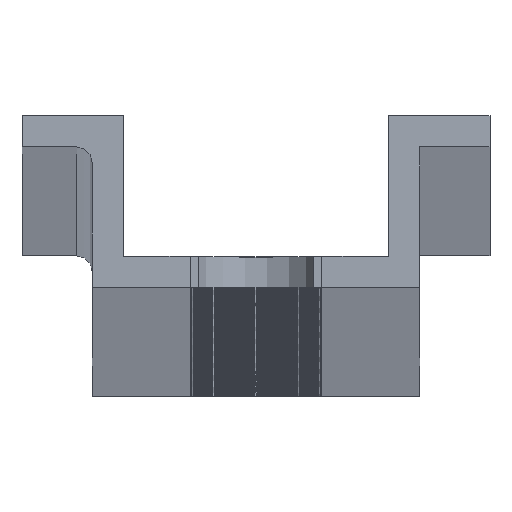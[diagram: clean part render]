
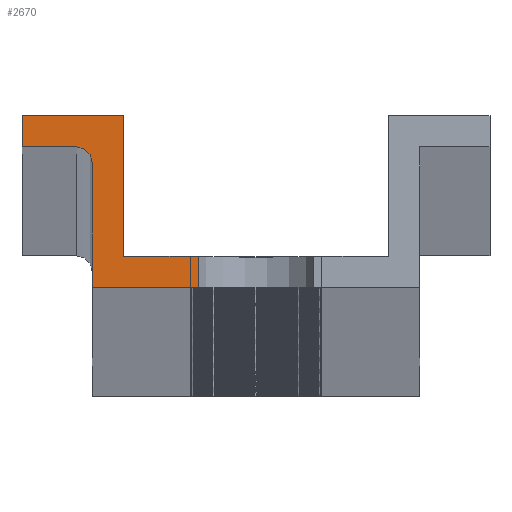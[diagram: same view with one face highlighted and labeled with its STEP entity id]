
A CAD part, top view. The second image highlights one B-rep face of the part: STEP entity #2670.
In plain terms, the highlighted planar face has unit normal (0, 0, 1).
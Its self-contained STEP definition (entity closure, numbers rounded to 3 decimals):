
#1210=CARTESIAN_POINT('',(0.,0.,2000.));
#1220=DIRECTION('',(0.,0.,1.));
#1230=DIRECTION('',(1.,0.,0.));
#1240=AXIS2_PLACEMENT_3D('',#1210,#1220,#1230);
#1250=PLANE('',#1240);
#1440=CARTESIAN_POINT('',(0.,45.634,2000.));
#1450=DIRECTION('',(1.,0.,0.));
#1460=VECTOR('',#1450,1.);
#1470=LINE('',#1440,#1460);
#1600=CARTESIAN_POINT('',(0.,46.634,2000.));
#1610=DIRECTION('',(-1.,0.,0.));
#1620=VECTOR('',#1610,1.);
#1630=LINE('',#1600,#1620);
#2000=CARTESIAN_POINT('',(45.867,45.634,2000.));
#2010=VERTEX_POINT('',#2000);
#2020=CARTESIAN_POINT('',(49.27,45.634,2000.));
#2030=VERTEX_POINT('',#2020);
#2040=EDGE_CURVE('',#2010,#2030,#1470,.T.);
#2050=ORIENTED_EDGE('',*,*,#2040,.T.);
#2060=CARTESIAN_POINT('',(45.867,0.,2000.));
#2070=DIRECTION('',(0.,-1.,0.));
#2080=VECTOR('',#2070,1.);
#2090=LINE('',#2060,#2080);
#2100=CARTESIAN_POINT('',(45.867,49.634,2000.));
#2110=VERTEX_POINT('',#2100);
#2120=EDGE_CURVE('',#2110,#2010,#2090,.T.);
#2130=ORIENTED_EDGE('',*,*,#2120,.T.);
#2140=CARTESIAN_POINT('',(45.367,49.634,2000.));
#2150=DIRECTION('',(0.,0.,1.));
#2160=DIRECTION('',(1.,0.,0.));
#2170=AXIS2_PLACEMENT_3D('',#2140,#2150,#2160);
#2180=CIRCLE('',#2170,0.5);
#2190=CARTESIAN_POINT('',(45.367,50.134,2000.));
#2200=VERTEX_POINT('',#2190);
#2210=EDGE_CURVE('',#2110,#2200,#2180,.T.);
#2220=ORIENTED_EDGE('',*,*,#2210,.F.);
#2230=CARTESIAN_POINT('',(0.,50.134,2000.));
#2240=DIRECTION('',(1.,0.,0.));
#2250=VECTOR('',#2240,1.);
#2260=LINE('',#2230,#2250);
#2270=CARTESIAN_POINT('',(43.617,50.134,2000.));
#2280=VERTEX_POINT('',#2270);
#2290=EDGE_CURVE('',#2280,#2200,#2260,.T.);
#2300=ORIENTED_EDGE('',*,*,#2290,.T.);
#2310=CARTESIAN_POINT('',(43.617,0.,2000.));
#2320=DIRECTION('',(0.,-1.,0.));
#2330=VECTOR('',#2320,1.);
#2340=LINE('',#2310,#2330);
#2350=CARTESIAN_POINT('',(43.617,51.134,2000.));
#2360=VERTEX_POINT('',#2350);
#2370=EDGE_CURVE('',#2360,#2280,#2340,.T.);
#2380=ORIENTED_EDGE('',*,*,#2370,.T.);
#2390=CARTESIAN_POINT('',(0.,51.134,2000.));
#2400=DIRECTION('',(-1.,0.,0.));
#2410=VECTOR('',#2400,1.);
#2420=LINE('',#2390,#2410);
#2430=CARTESIAN_POINT('',(46.867,51.134,2000.));
#2440=VERTEX_POINT('',#2430);
#2450=EDGE_CURVE('',#2440,#2360,#2420,.T.);
#2460=ORIENTED_EDGE('',*,*,#2450,.T.);
#2470=CARTESIAN_POINT('',(46.867,0.,2000.));
#2480=DIRECTION('',(0.,1.,0.));
#2490=VECTOR('',#2480,1.);
#2500=LINE('',#2470,#2490);
#2510=CARTESIAN_POINT('',(46.867,46.634,2000.));
#2520=VERTEX_POINT('',#2510);
#2530=EDGE_CURVE('',#2520,#2440,#2500,.T.);
#2540=ORIENTED_EDGE('',*,*,#2530,.T.);
#2550=CARTESIAN_POINT('',(49.27,46.634,2000.));
#2560=VERTEX_POINT('',#2550);
#2570=EDGE_CURVE('',#2560,#2520,#1630,.T.);
#2580=ORIENTED_EDGE('',*,*,#2570,.T.);
#2590=CARTESIAN_POINT('',(49.27,46.634,2000.));
#2600=DIRECTION('',(0.,1.,0.));
#2610=VECTOR('',#2600,1.);
#2620=LINE('',#2590,#2610);
#2630=EDGE_CURVE('',#2030,#2560,#2620,.T.);
#2640=ORIENTED_EDGE('',*,*,#2630,.T.);
#2650=EDGE_LOOP('',(#2640,#2580,#2540,#2460,#2380,#2300,#2220,#2130,
#2050));
#2660=FACE_OUTER_BOUND('',#2650,.T.);
#2670=ADVANCED_FACE('',(#2660),#1250,.T.);
